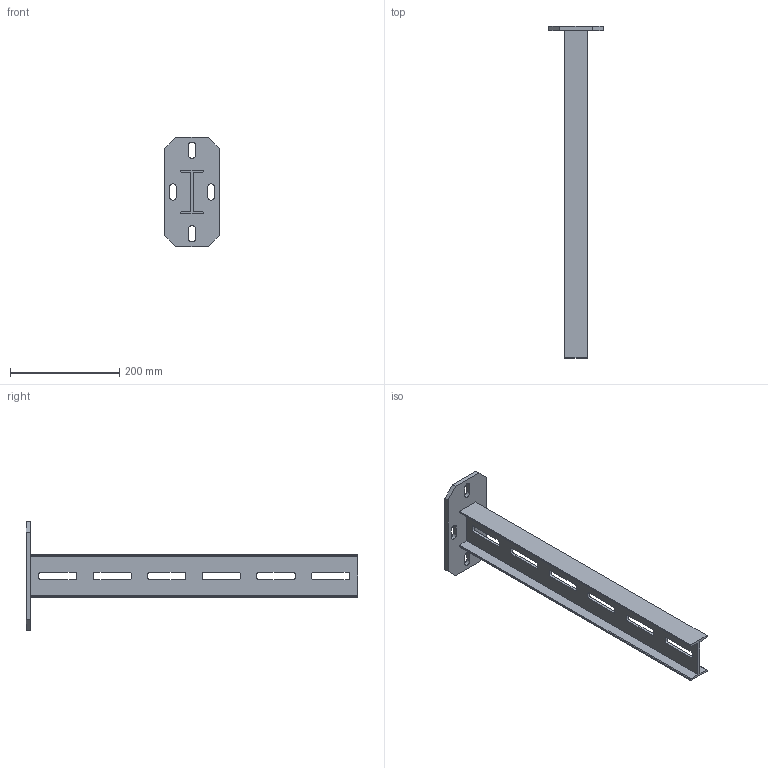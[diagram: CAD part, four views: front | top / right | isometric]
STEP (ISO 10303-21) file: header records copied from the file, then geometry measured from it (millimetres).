
FILE_DESCRIPTION((''),'2;1');
FILE_NAME('721660_ASM','2019-03-26T10:59:01',('tomasz.grudniewski'),(''),'CREO PARAMETRIC BY PTC INC, 2018400','CREO PARAMETRIC BY PTC INC, 2018400','');
FILE_SCHEMA(('CONFIG_CONTROL_DESIGN'));
Length unit declared in the file: millimetre
Products named in the file (3): PODSTAWA_WPDH_PRT; 700260_PRT; 721660_ASM
Assembly tree (2 placements, depth 2):
  721660_ASM
    PODSTAWA_WPDH_PRT
    700260_PRT
Bounding box: 100 x 608 x 200 mm (x, y, z)
Volume: 540085.3 mm3; surface area: 223628.6 mm2
Topology: 2 solids, 2 shells, 92 faces, 264 edges, 176 vertices
Faces by surface type: plane 60, cylinder 32
Entity records: 3140 total; most frequent: CARTESIAN_POINT 537, ORIENTED_EDGE 528, DIRECTION 522, EDGE_CURVE 264, VECTOR 200, LINE 200, VERTEX_POINT 176, AXIS2_PLACEMENT_3D 161
